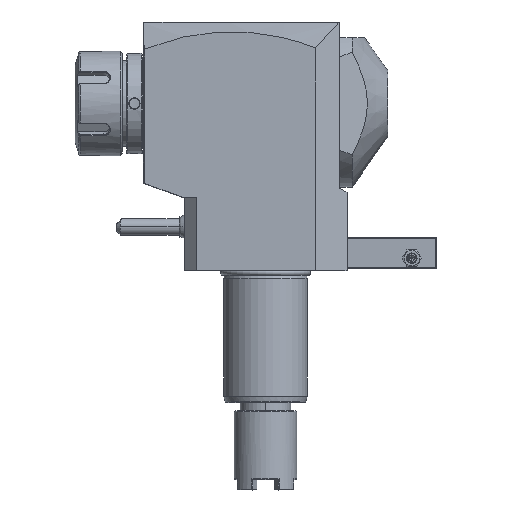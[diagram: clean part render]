
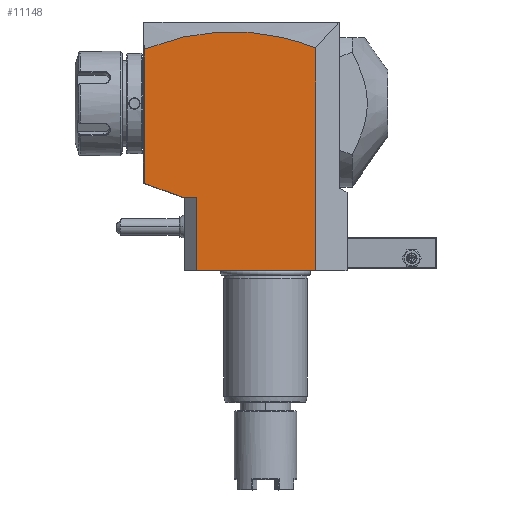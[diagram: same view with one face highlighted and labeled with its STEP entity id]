
A CAD part, top view. The second image highlights one B-rep face of the part: STEP entity #11148.
In plain terms, the highlighted planar face has unit normal (0, 0, 1).
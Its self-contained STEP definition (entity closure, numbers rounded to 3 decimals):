
#29=DIRECTION('',(-1.,0.,0.));
#30=VECTOR('',#29,57.);
#31=CARTESIAN_POINT('',(24.,0.,37.5));
#32=LINE('',#31,#30);
#262=DIRECTION('',(0.,-1.,0.));
#263=VECTOR('',#262,64.359);
#264=CARTESIAN_POINT('',(-57.8,106.092,37.5));
#265=LINE('',#264,#263);
#275=DIRECTION('',(0.94,-0.342,0.));
#276=VECTOR('',#275,19.687);
#277=CARTESIAN_POINT('',(-57.8,41.733,37.5));
#278=LINE('',#277,#276);
#279=CARTESIAN_POINT('',(-57.8,106.092,37.5));
#280=CARTESIAN_POINT('',(-50.998,108.812,37.5));
#281=CARTESIAN_POINT('',(-37.387,112.914,37.5));
#282=CARTESIAN_POINT('',(-16.948,115.059,37.5));
#283=CARTESIAN_POINT('',(3.513,113.192,37.5));
#284=CARTESIAN_POINT('',(17.168,109.259,37.5));
#285=CARTESIAN_POINT('',(24.,106.615,37.5));
#287=DIRECTION('',(0.,-1.,0.));
#288=VECTOR('',#287,106.615);
#289=CARTESIAN_POINT('',(24.,106.615,37.5));
#290=LINE('',#289,#288);
#291=DIRECTION('',(1.,0.,0.));
#292=VECTOR('',#291,6.3);
#293=CARTESIAN_POINT('',(-39.3,35.,37.5));
#294=LINE('',#293,#292);
#303=DIRECTION('',(0.,-1.,0.));
#304=VECTOR('',#303,35.);
#305=CARTESIAN_POINT('',(-33.,35.,37.5));
#306=LINE('',#305,#304);
#10280=VERTEX_POINT('',#279);
#10281=VERTEX_POINT('',#285);
#10296=CARTESIAN_POINT('',(-33.,35.,37.5));
#10297=VERTEX_POINT('',#10296);
#10593=CARTESIAN_POINT('',(24.,0.,37.5));
#10595=VERTEX_POINT('',#10593);
#10596=CARTESIAN_POINT('',(-33.,0.,37.5));
#10597=VERTEX_POINT('',#10596);
#10612=CARTESIAN_POINT('',(-57.8,41.733,37.5));
#10613=CARTESIAN_POINT('',(-39.3,35.,37.5));
#10614=VERTEX_POINT('',#10612);
#10615=VERTEX_POINT('',#10613);
#11130=CARTESIAN_POINT('',(-39.202,35.,37.5));
#11131=DIRECTION('',(0.,0.,1.));
#11132=DIRECTION('',(1.,0.,0.));
#11133=AXIS2_PLACEMENT_3D('',#11130,#11131,#11132);
#11134=PLANE('',#11133);
#11136=ORIENTED_EDGE('',*,*,#11135,.F.);
#11138=ORIENTED_EDGE('',*,*,#11137,.F.);
#11139=ORIENTED_EDGE('',*,*,#11120,.F.);
#11141=ORIENTED_EDGE('',*,*,#11140,.T.);
#11142=ORIENTED_EDGE('',*,*,#10890,.T.);
#11143=ORIENTED_EDGE('',*,*,#10865,.T.);
#11145=ORIENTED_EDGE('',*,*,#11144,.F.);
#11146=EDGE_LOOP('',(#11136,#11138,#11139,#11141,#11142,#11143,#11145));
#11147=FACE_OUTER_BOUND('',#11146,.F.);
#286=B_SPLINE_CURVE_WITH_KNOTS('',3,(#279,#280,#281,#282,#283,#284,#285),
.UNSPECIFIED.,.F.,.F.,(4,1,1,1,4),(0.,0.25,0.5,0.75,1.),
.UNSPECIFIED.);
#10865=EDGE_CURVE('',#10595,#10597,#32,.T.);
#10890=EDGE_CURVE('',#10281,#10595,#290,.T.);
#11120=EDGE_CURVE('',#10280,#10614,#265,.T.);
#11135=EDGE_CURVE('',#10615,#10297,#294,.T.);
#11137=EDGE_CURVE('',#10614,#10615,#278,.T.);
#11140=EDGE_CURVE('',#10280,#10281,#286,.T.);
#11144=EDGE_CURVE('',#10297,#10597,#306,.T.);
#11148=ADVANCED_FACE('',(#11147),#11134,.T.);
